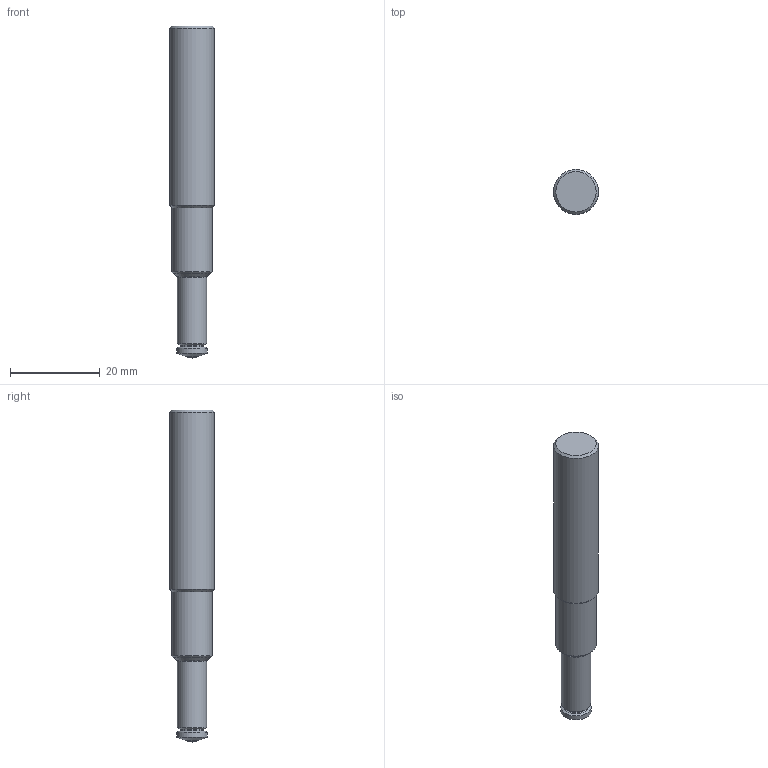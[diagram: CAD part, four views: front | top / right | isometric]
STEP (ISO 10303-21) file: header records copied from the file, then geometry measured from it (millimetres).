
FILE_DESCRIPTION(/* description */ (''),/* implementation_level */ '2;1');
FILE_NAME(/* name */ 'DTM-5_16X24UNF-10R1.stp',/* time_stamp */ '2017-09-14T08:51:19+05:00',/* author */ (''),/* organization */ (''),/* preprocessor_version */ 'ST-DEVELOPER v16',/* originating_system */ 'SIEMENS PLM Software NX 11.0',/* authorisation */ '');
FILE_SCHEMA (('AUTOMOTIVE_DESIGN { 1 0 10303 214 3 1 1 1 }'));
Length unit declared in the file: millimetre
Products named in the file (1): DTM-5_16X24UNF-10R1
Bounding box: 10 x 10 x 74 mm (x, y, z)
Volume: 4715.2 mm3; surface area: 2456.6 mm2
Topology: 3 solids, 3 shells, 24 faces, 42 edges, 23 vertices
Faces by surface type: cone 14, plane 5, cylinder 5
Full cylindrical faces by diameter (mm): 5.34 x1, 6.5 x1, 6.88 x1, 9 x1, 10 x1
Entity records: 522 total; most frequent: DIRECTION 98, CARTESIAN_POINT 71, AXIS2_PLACEMENT_3D 49, EDGE_LOOP 42, ORIENTED_EDGE 42, FACE_BOUND 38, ADVANCED_FACE 24, VERTEX_POINT 22
